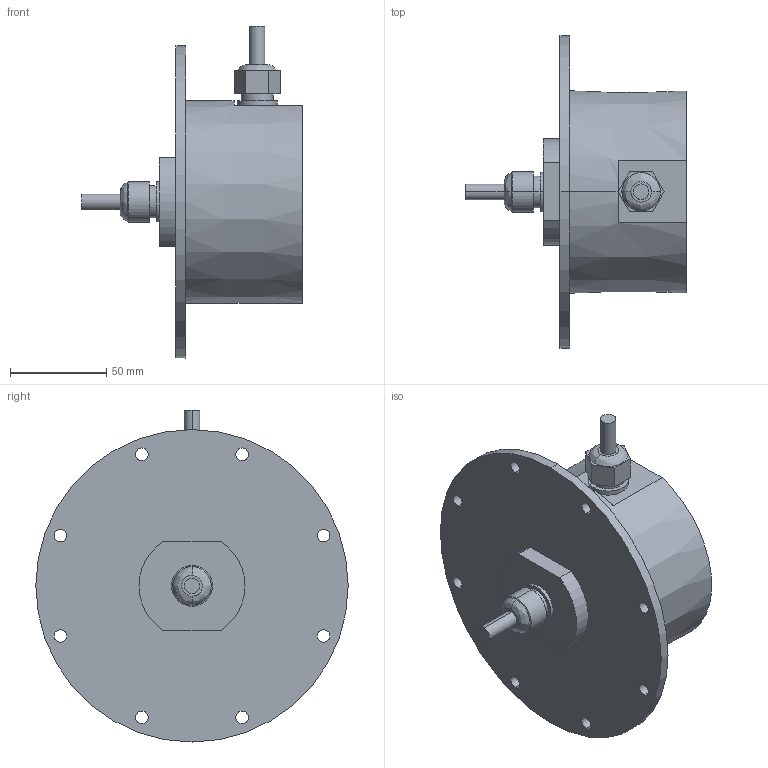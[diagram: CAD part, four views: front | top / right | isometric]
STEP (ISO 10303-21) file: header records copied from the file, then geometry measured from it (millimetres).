
FILE_DESCRIPTION (( 'STEP AP203' ), '1' );
FILE_NAME ('1.STEP', '2021-02-03T08:24:02', ( '微软用户' ), ( '微软中国' ), 'SwSTEP 2.0', 'SolidWorks 2014', '' );
FILE_SCHEMA (( 'CONFIG_CONTROL_DESIGN' ));
Length unit declared in the file: millimetre
Products named in the file (1): 1
Bounding box: 114.58 x 162 x 172.19 mm (x, y, z)
Volume: 653982.1 mm3; surface area: 71238.7 mm2
Topology: 1 solids, 2 shells, 82 faces, 188 edges, 119 vertices
Faces by surface type: cylinder 34, plane 24, cone 14, bspline 10
Entity records: 2755 total; most frequent: CARTESIAN_POINT 784, DIRECTION 412, ORIENTED_EDGE 372, EDGE_CURVE 186, AXIS2_PLACEMENT_3D 169, VERTEX_POINT 119, EDGE_LOOP 111, CIRCLE 96
